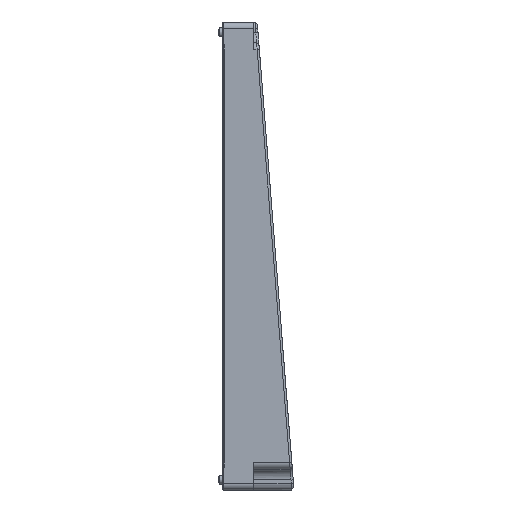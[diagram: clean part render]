
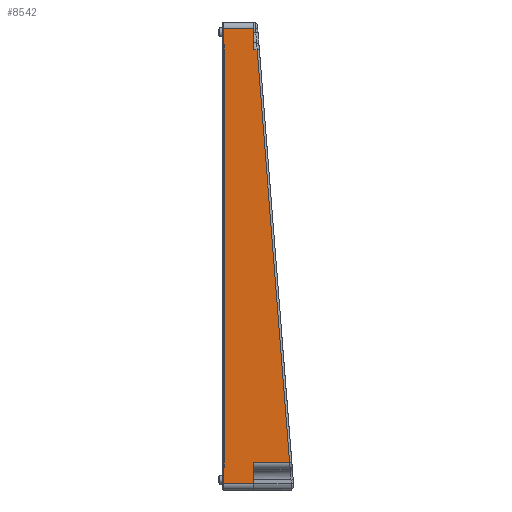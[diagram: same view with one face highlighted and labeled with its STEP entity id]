
A CAD part, left-side view. The second image highlights one B-rep face of the part: STEP entity #8542.
In plain terms, the highlighted planar face has unit normal (-1, 0, 0).
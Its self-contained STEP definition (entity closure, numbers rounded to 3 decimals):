
#360=B_SPLINE_CURVE_WITH_KNOTS('',3,(#14006,#14007,#14008,#14009),
 .UNSPECIFIED.,.F.,.F.,(4,4),(1.545,1.571),
 .UNSPECIFIED.);
#600=PLANE('',#9257);
#949=FACE_OUTER_BOUND('',#1469,.T.);
#1469=EDGE_LOOP('',(#6851,#6852,#6853,#6854,#6855,#6856,#6857,#6858,#6859));
#2095=LINE('',#13633,#2845);
#2220=LINE('',#13994,#2970);
#2221=LINE('',#13998,#2971);
#2222=LINE('',#14000,#2972);
#2223=LINE('',#14002,#2973);
#2224=LINE('',#14004,#2974);
#2225=LINE('',#14011,#2975);
#2226=LINE('',#14012,#2976);
#2845=VECTOR('',#10636,10.);
#2970=VECTOR('',#10989,10.);
#2971=VECTOR('',#10994,10.);
#2972=VECTOR('',#10995,10.);
#2973=VECTOR('',#10996,10.);
#2974=VECTOR('',#10997,10.);
#2975=VECTOR('',#10998,10.);
#2976=VECTOR('',#10999,10.);
#3931=VERTEX_POINT('',#13623);
#3933=VERTEX_POINT('',#13629);
#4052=VERTEX_POINT('',#13993);
#4053=VERTEX_POINT('',#13997);
#4054=VERTEX_POINT('',#13999);
#4055=VERTEX_POINT('',#14001);
#4056=VERTEX_POINT('',#14003);
#4057=VERTEX_POINT('',#14005);
#4058=VERTEX_POINT('',#14010);
#4912=EDGE_CURVE('',#3931,#3933,#2095,.T.);
#5092=EDGE_CURVE('',#3933,#4052,#2220,.T.);
#5094=EDGE_CURVE('',#4053,#3931,#2221,.T.);
#5095=EDGE_CURVE('',#4053,#4054,#2222,.T.);
#5096=EDGE_CURVE('',#4055,#4054,#2223,.T.);
#5097=EDGE_CURVE('',#4056,#4055,#2224,.T.);
#5098=EDGE_CURVE('',#4057,#4056,#360,.T.);
#5099=EDGE_CURVE('',#4058,#4057,#2225,.T.);
#5100=EDGE_CURVE('',#4058,#4052,#2226,.T.);
#6851=ORIENTED_EDGE('',*,*,#4912,.F.);
#6852=ORIENTED_EDGE('',*,*,#5094,.F.);
#6853=ORIENTED_EDGE('',*,*,#5095,.T.);
#6854=ORIENTED_EDGE('',*,*,#5096,.F.);
#6855=ORIENTED_EDGE('',*,*,#5097,.F.);
#6856=ORIENTED_EDGE('',*,*,#5098,.F.);
#6857=ORIENTED_EDGE('',*,*,#5099,.F.);
#6858=ORIENTED_EDGE('',*,*,#5100,.T.);
#6859=ORIENTED_EDGE('',*,*,#5092,.F.);
#8542=ADVANCED_FACE('',(#949),#600,.T.);
#9257=AXIS2_PLACEMENT_3D('',#13996,#10992,#10993);
#10636=DIRECTION('',(0.,0.,1.));
#10989=DIRECTION('',(0.,-1.,0.));
#10992=DIRECTION('center_axis',(-1.,0.,0.));
#10993=DIRECTION('ref_axis',(0.,0.,-1.));
#10994=DIRECTION('',(0.,1.,0.));
#10995=DIRECTION('',(0.,0.,1.));
#10996=DIRECTION('',(0.,1.,0.));
#10997=DIRECTION('',(0.,-0.078,-0.997));
#10998=DIRECTION('',(0.,-1.,0.));
#10999=DIRECTION('',(0.,0.,1.));
#13623=CARTESIAN_POINT('',(-1.25,2.533,-3.757));
#13629=CARTESIAN_POINT('',(-1.25,2.533,98.993));
#13633=CARTESIAN_POINT('',(-1.25,2.533,74.056));
#13993=CARTESIAN_POINT('',(-1.25,-4.307,98.993));
#13994=CARTESIAN_POINT('',(-1.25,2.693,98.993));
#13996=CARTESIAN_POINT('Origin',(-1.25,2.693,100.493));
#13997=CARTESIAN_POINT('',(-1.25,-4.307,-3.757));
#13998=CARTESIAN_POINT('',(-1.25,2.693,-3.757));
#13999=CARTESIAN_POINT('',(-1.25,-4.307,0.993));
#14000=CARTESIAN_POINT('',(-1.25,-4.307,48.793));
#14001=CARTESIAN_POINT('',(-1.25,-12.453,0.993));
#14002=CARTESIAN_POINT('',(-1.25,-12.307,0.993));
#14003=CARTESIAN_POINT('',(-1.25,-5.117,94.204));
#14004=CARTESIAN_POINT('',(-1.25,-6.681,74.322));
#14005=CARTESIAN_POINT('',(-1.25,-5.114,94.243));
#14006=CARTESIAN_POINT('Ctrl Pts',(-1.25,-5.114,
94.243));
#14007=CARTESIAN_POINT('Ctrl Pts',(-1.25,-5.115,
94.23));
#14008=CARTESIAN_POINT('Ctrl Pts',(-1.25,-5.116,
94.217));
#14009=CARTESIAN_POINT('Ctrl Pts',(-1.25,-5.117,
94.204));
#14010=CARTESIAN_POINT('',(-1.25,-4.307,94.243));
#14011=CARTESIAN_POINT('',(-1.25,-12.307,94.243));
#14012=CARTESIAN_POINT('',(-1.25,-4.307,99.318));
